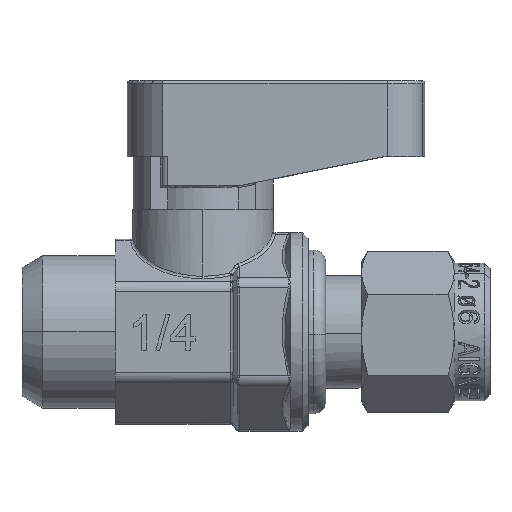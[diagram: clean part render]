
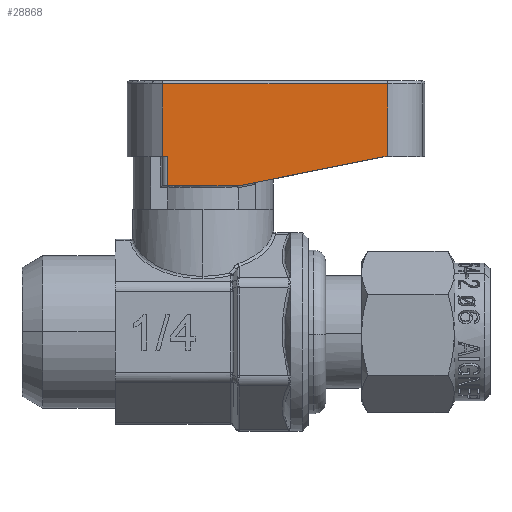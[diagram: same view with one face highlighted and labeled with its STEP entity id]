
A CAD part, top view. The second image highlights one B-rep face of the part: STEP entity #28868.
In plain terms, the highlighted planar face has unit normal (0, 0, 1).
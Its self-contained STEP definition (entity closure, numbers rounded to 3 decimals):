
#8201 = FACE_OUTER_BOUND ( 'NONE', #25507, .T. ) ;
#8997 = EDGE_CURVE ( 'NONE', #25891, #25890, #40488, .T. ) ;
#9411 = ORIENTED_EDGE ( 'NONE', *, *, #29539, .T. ) ;
#9412 = ORIENTED_EDGE ( 'NONE', *, *, #29541, .T. ) ;
#9413 = ORIENTED_EDGE ( 'NONE', *, *, #29543, .F. ) ;
#9414 = ORIENTED_EDGE ( 'NONE', *, *, #29468, .T. ) ;
#9415 = ORIENTED_EDGE ( 'NONE', *, *, #29453, .T. ) ;
#9416 = ORIENTED_EDGE ( 'NONE', *, *, #29520, .T. ) ;
#9417 = ORIENTED_EDGE ( 'NONE', *, *, #8997, .T. ) ;
#9418 = ORIENTED_EDGE ( 'NONE', *, *, #29502, .T. ) ;
#22968 = CARTESIAN_POINT ( 'NONE',  ( 22.959, 15., 5.5 ) ) ;
#22969 = CARTESIAN_POINT ( 'NONE',  ( 10.459, 12.5, 5.5 ) ) ;
#22975 = CARTESIAN_POINT ( 'NONE',  ( 4.459, 12.5, 5.5 ) ) ;
#22986 = CARTESIAN_POINT ( 'NONE',  ( 4.459, 15., 5.5 ) ) ;
#22991 = CARTESIAN_POINT ( 'NONE',  ( 3.995, 15., 5.5 ) ) ;
#22996 = CARTESIAN_POINT ( 'NONE',  ( 23.263, 15., 5.5 ) ) ;
#23007 = CARTESIAN_POINT ( 'NONE',  ( 23.263, 21.25, 5.5 ) ) ;
#23009 = CARTESIAN_POINT ( 'NONE',  ( 3.995, 21.25, 5.5 ) ) ;
#24855 = LINE ( 'NONE', #48948, #24857 ) ;
#24857 = VECTOR ( 'NONE', #48949, 1000. ) ;
#24858 = LINE ( 'NONE', #48964, #24868 ) ;
#24868 = VECTOR ( 'NONE', #48969, 1000. ) ;
#24889 = LINE ( 'NONE', #49008, #24891 ) ;
#24891 = VECTOR ( 'NONE', #49009, 1000. ) ;
#24898 = LINE ( 'NONE', #49062, #24902 ) ;
#24902 = VECTOR ( 'NONE', #49063, 1000. ) ;
#24912 = LINE ( 'NONE', #49084, #24917 ) ;
#24915 = LINE ( 'NONE', #49083, #24919 ) ;
#24916 = LINE ( 'NONE', #49082, #24921 ) ;
#24917 = VECTOR ( 'NONE', #49081, 1000. ) ;
#24919 = VECTOR ( 'NONE', #49089, 1000. ) ;
#24921 = VECTOR ( 'NONE', #49090, 1000. ) ;
#25507 = EDGE_LOOP ( 'NONE', ( #9411, #9412, #9413, #9414, #9415, #9416, #9417, #9418 ) ) ;
#25890 = VERTEX_POINT ( 'NONE', #22968 ) ;
#25891 = VERTEX_POINT ( 'NONE', #22969 ) ;
#25897 = VERTEX_POINT ( 'NONE', #22975 ) ;
#25908 = VERTEX_POINT ( 'NONE', #22986 ) ;
#25913 = VERTEX_POINT ( 'NONE', #22991 ) ;
#25918 = VERTEX_POINT ( 'NONE', #22996 ) ;
#25929 = VERTEX_POINT ( 'NONE', #23007 ) ;
#25931 = VERTEX_POINT ( 'NONE', #23009 ) ;
#27595 = PLANE ( 'NONE',  #28397 ) ;
#27603 = CARTESIAN_POINT ( 'NONE',  ( 3.995, 12.5, 5.5 ) ) ;
#27604 = DIRECTION ( 'NONE',  ( 0., 0., 1. ) ) ;
#27605 = DIRECTION ( 'NONE',  ( 1., 0., 0. ) ) ;
#28397 = AXIS2_PLACEMENT_3D ( 'NONE', #27603, #27604, #27605 ) ;
#28868 = ADVANCED_FACE ( 'NONE', ( #8201 ), #27595, .T. ) ;
#29453 = EDGE_CURVE ( 'NONE', #25908, #25897, #24855, .T. ) ;
#29468 = EDGE_CURVE ( 'NONE', #25913, #25908, #24858, .T. ) ;
#29502 = EDGE_CURVE ( 'NONE', #25890, #25918, #24889, .T. ) ;
#29520 = EDGE_CURVE ( 'NONE', #25897, #25891, #24898, .T. ) ;
#29539 = EDGE_CURVE ( 'NONE', #25918, #25929, #24912, .T. ) ;
#29541 = EDGE_CURVE ( 'NONE', #25929, #25931, #24915, .T. ) ;
#29543 = EDGE_CURVE ( 'NONE', #25913, #25931, #24916, .T. ) ;
#32433 = DIRECTION ( 'NONE',  ( 0.981, 0.196, 0. ) ) ;
#40488 = LINE ( 'NONE', #41235, #40493 ) ;
#40493 = VECTOR ( 'NONE', #32433, 1000. ) ;
#41235 = CARTESIAN_POINT ( 'NONE',  ( 22.959, 15., 5.5 ) ) ;
#48948 = CARTESIAN_POINT ( 'NONE',  ( 4.459, 12.5, 5.5 ) ) ;
#48949 = DIRECTION ( 'NONE',  ( 0., -1., 0. ) ) ;
#48964 = CARTESIAN_POINT ( 'NONE',  ( 3.959, 15., 5.5 ) ) ;
#48969 = DIRECTION ( 'NONE',  ( 1., 0., 0. ) ) ;
#49008 = CARTESIAN_POINT ( 'NONE',  ( 26.459, 15., 5.5 ) ) ;
#49009 = DIRECTION ( 'NONE',  ( 1., 0., 0. ) ) ;
#49062 = CARTESIAN_POINT ( 'NONE',  ( 3.995, 12.5, 5.5 ) ) ;
#49063 = DIRECTION ( 'NONE',  ( 1., 0., 0. ) ) ;
#49081 = DIRECTION ( 'NONE',  ( 0., 1., 0. ) ) ;
#49082 = CARTESIAN_POINT ( 'NONE',  ( 3.995, 12.5, 5.5 ) ) ;
#49083 = CARTESIAN_POINT ( 'NONE',  ( 3.995, 21.25, 5.5 ) ) ;
#49084 = CARTESIAN_POINT ( 'NONE',  ( 23.263, 12.5, 5.5 ) ) ;
#49089 = DIRECTION ( 'NONE',  ( -1., 0., 0. ) ) ;
#49090 = DIRECTION ( 'NONE',  ( 0., 1., 0. ) ) ;
